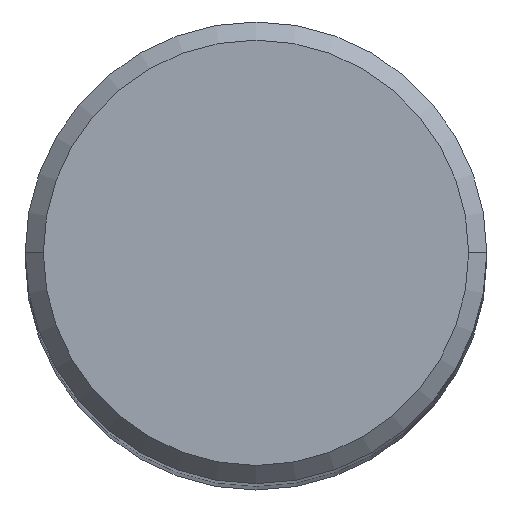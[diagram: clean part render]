
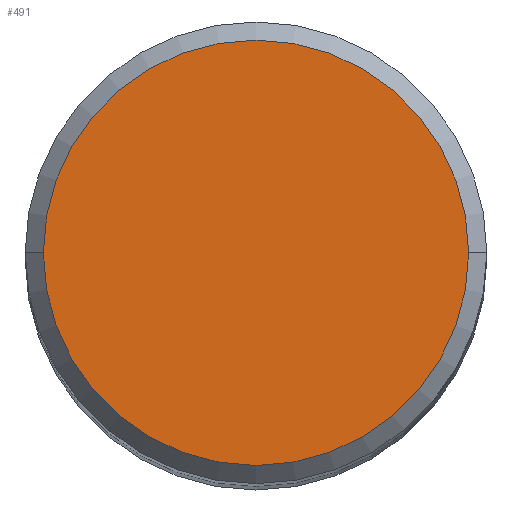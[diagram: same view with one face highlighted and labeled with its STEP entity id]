
A CAD part, top view. The second image highlights one B-rep face of the part: STEP entity #491.
In plain terms, the highlighted planar face has unit normal (0, 0, 1).
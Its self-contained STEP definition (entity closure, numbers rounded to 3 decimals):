
#42=PLANE('',#3380);
#491=ADVANCED_FACE('',(#707),#42,.F.);
#707=FACE_OUTER_BOUND('',#891,.T.);
#891=EDGE_LOOP('',(#1600,#1601));
#1600=ORIENTED_EDGE('',*,*,#2168,.T.);
#1601=ORIENTED_EDGE('',*,*,#2169,.T.);
#1808=VERTEX_POINT('',#7022);
#1809=VERTEX_POINT('',#7024);
#2168=EDGE_CURVE('',#1808,#1809,#2684,.T.);
#2169=EDGE_CURVE('',#1809,#1808,#2685,.T.);
#2684=CIRCLE('',#3377,11.7);
#2685=CIRCLE('',#3379,11.7);
#3377=AXIS2_PLACEMENT_3D('',#7025,#4070,#4071);
#3379=AXIS2_PLACEMENT_3D('',#7027,#4074,#4075);
#3380=AXIS2_PLACEMENT_3D('',#7028,#4076,#4077);
#4070=DIRECTION('',(0.,0.,1.));
#4071=DIRECTION('',(1.,0.,0.));
#4074=DIRECTION('',(0.,0.,1.));
#4075=DIRECTION('',(-1.,0.,0.));
#4076=DIRECTION('',(0.,0.,-1.));
#4077=DIRECTION('',(-1.,0.,0.));
#7022=CARTESIAN_POINT('',(11.7,0.,0.));
#7024=CARTESIAN_POINT('',(-11.7,0.,0.));
#7025=CARTESIAN_POINT('',(0.,0.,0.));
#7027=CARTESIAN_POINT('',(0.,0.,0.));
#7028=CARTESIAN_POINT('',(0.,0.,0.));
